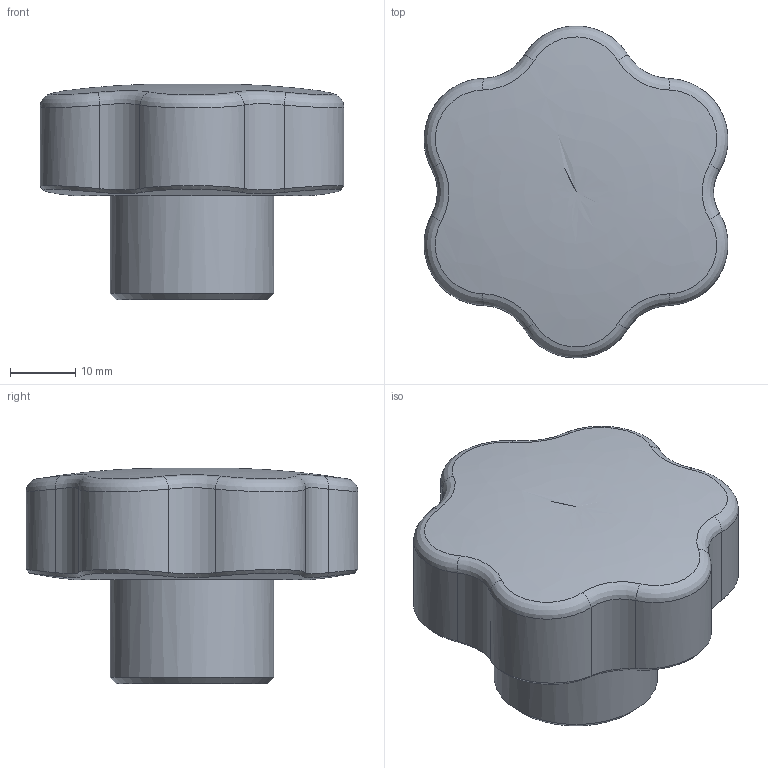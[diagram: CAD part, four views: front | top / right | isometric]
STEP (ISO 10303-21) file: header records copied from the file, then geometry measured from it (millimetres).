
FILE_DESCRIPTION( ( 'Unknown' ), '1' );
FILE_NAME( '6113055_VB50.stp', 'Unknown', ( 'Unknown' ), ( 'Unknown' ), 'XStep 1.0', 'Unknown', ' ' );
FILE_SCHEMA( ( 'CONFIG_CONTROL_DESIGN' ) );
Length unit declared in the file: millimetre
Products named in the file (3): Assem1; VB_50_ø12; 1801064
Bounding box: 46.4 x 50.69 x 32.96 mm (x, y, z)
Volume: 59535.3 mm3; surface area: 23162.2 mm2
Topology: 4 solids, 4 shells, 148 faces, 374 edges, 230 vertices
Faces by surface type: bspline 52, plane 52, cylinder 34, sphere 4, cone 4, torus 2
Full cylindrical faces by diameter (mm): 8.5 x2, 12 x4, 25 x2, 35.5 x2
Entity records: 4791 total; most frequent: CARTESIAN_POINT 3140, ORIENTED_EDGE 332, DIRECTION 266, EDGE_CURVE 166, VERTEX_POINT 108, AXIS2_PLACEMENT_3D 97, EDGE_LOOP 84, FACE_OUTER_BOUND 81
